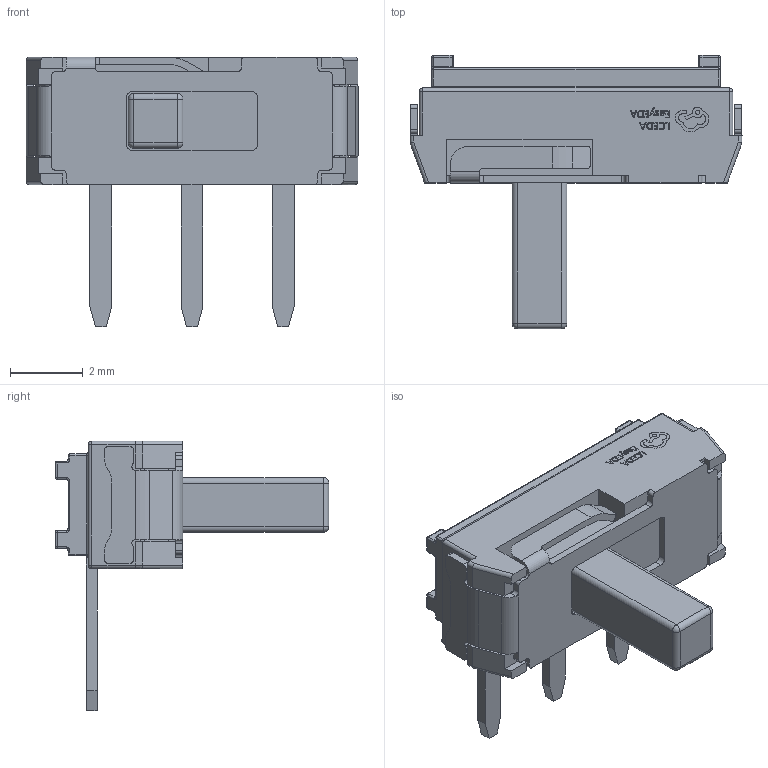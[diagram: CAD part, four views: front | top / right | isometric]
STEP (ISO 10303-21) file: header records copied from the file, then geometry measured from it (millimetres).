
FILE_DESCRIPTION (( 'STEP AP214' ), '1' );
FILE_NAME ('SW-TH_3P-L9.1-W3.5-P2.50-A3.step', '2022-08-15T03:28:52', ( '' ), ( '' ), 'SwSTEP 2.0', 'SolidWorks 2021', '' );
FILE_SCHEMA (( 'AUTOMOTIVE_DESIGN' ));
Length unit declared in the file: millimetre
Products named in the file (1): SW-TH_3P-L9.1-W3.5-P2.50-A3
Bounding box: 9.11 x 7.5 x 7.4 mm (x, y, z)
Volume: 96.9 mm3; surface area: 234 mm2
Topology: 1 solids, 1 shells, 715 faces, 1883 edges, 1169 vertices
Faces by surface type: plane 341, cylinder 204, bspline 98, torus 44, sphere 28
Entity records: 27750 total; most frequent: CARTESIAN_POINT 5178, ORIENTED_EDGE 3710, DIRECTION 3315, EDGE_CURVE 1855, LINE 1199, VECTOR 1199, VERTEX_POINT 1169, AXIS2_PLACEMENT_3D 1058
